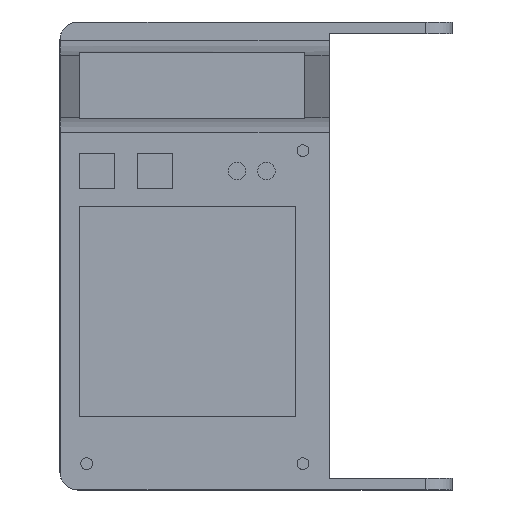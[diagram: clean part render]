
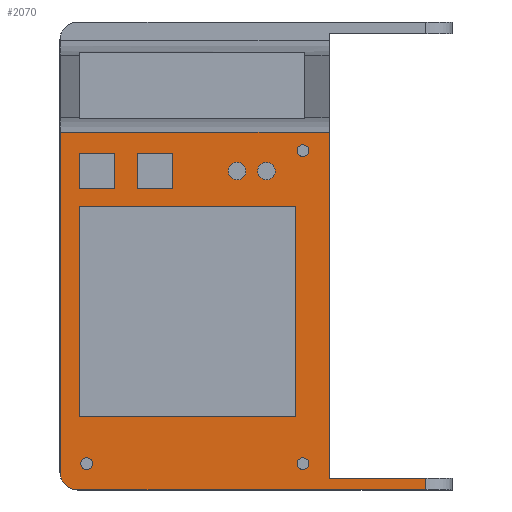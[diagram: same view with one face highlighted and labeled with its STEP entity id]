
A CAD part, top view. The second image highlights one B-rep face of the part: STEP entity #2070.
In plain terms, the highlighted planar face has unit normal (0, 0, 1).
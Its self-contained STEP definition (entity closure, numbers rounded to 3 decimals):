
#70=FACE_BOUND('',#267,.T.);
#71=FACE_BOUND('',#268,.T.);
#72=FACE_BOUND('',#269,.T.);
#73=FACE_BOUND('',#270,.T.);
#74=FACE_BOUND('',#271,.T.);
#75=FACE_BOUND('',#272,.T.);
#76=FACE_BOUND('',#273,.T.);
#77=FACE_BOUND('',#274,.T.);
#153=FACE_OUTER_BOUND('',#266,.T.);
#266=EDGE_LOOP('',(#1692,#1693,#1694,#1695,#1696,#1697,#1698));
#267=EDGE_LOOP('',(#1699));
#268=EDGE_LOOP('',(#1700));
#269=EDGE_LOOP('',(#1701));
#270=EDGE_LOOP('',(#1702,#1703,#1704,#1705));
#271=EDGE_LOOP('',(#1706,#1707,#1708,#1709));
#272=EDGE_LOOP('',(#1710));
#273=EDGE_LOOP('',(#1711,#1712,#1713,#1714));
#274=EDGE_LOOP('',(#1715));
#456=LINE('',#3243,#688);
#463=LINE('',#3256,#695);
#477=LINE('',#3307,#709);
#479=LINE('',#3311,#711);
#480=LINE('',#3315,#712);
#481=LINE('',#3316,#713);
#482=LINE('',#3319,#714);
#483=LINE('',#3321,#715);
#484=LINE('',#3323,#716);
#485=LINE('',#3324,#717);
#486=LINE('',#3327,#718);
#487=LINE('',#3329,#719);
#488=LINE('',#3331,#720);
#489=LINE('',#3332,#721);
#490=LINE('',#3337,#722);
#491=LINE('',#3339,#723);
#492=LINE('',#3341,#724);
#493=LINE('',#3342,#725);
#688=VECTOR('',#2638,10.);
#695=VECTOR('',#2647,10.);
#709=VECTOR('',#2699,10.);
#711=VECTOR('',#2703,10.);
#712=VECTOR('',#2706,10.);
#713=VECTOR('',#2707,10.);
#714=VECTOR('',#2708,10.);
#715=VECTOR('',#2709,10.);
#716=VECTOR('',#2710,10.);
#717=VECTOR('',#2711,10.);
#718=VECTOR('',#2712,10.);
#719=VECTOR('',#2713,10.);
#720=VECTOR('',#2714,10.);
#721=VECTOR('',#2715,10.);
#722=VECTOR('',#2718,10.);
#723=VECTOR('',#2719,10.);
#724=VECTOR('',#2720,10.);
#725=VECTOR('',#2721,10.);
#830=CIRCLE('',#2242,1.);
#832=CIRCLE('',#2245,1.);
#834=CIRCLE('',#2248,1.);
#838=CIRCLE('',#2254,3.);
#839=CIRCLE('',#2255,1.5);
#840=CIRCLE('',#2256,1.5);
#973=VERTEX_POINT('',#3240);
#974=VERTEX_POINT('',#3242);
#979=VERTEX_POINT('',#3255);
#987=VERTEX_POINT('',#3280);
#989=VERTEX_POINT('',#3286);
#991=VERTEX_POINT('',#3292);
#997=VERTEX_POINT('',#3305);
#998=VERTEX_POINT('',#3310);
#999=VERTEX_POINT('',#3312);
#1000=VERTEX_POINT('',#3314);
#1001=VERTEX_POINT('',#3317);
#1002=VERTEX_POINT('',#3318);
#1003=VERTEX_POINT('',#3320);
#1004=VERTEX_POINT('',#3322);
#1005=VERTEX_POINT('',#3325);
#1006=VERTEX_POINT('',#3326);
#1007=VERTEX_POINT('',#3328);
#1008=VERTEX_POINT('',#3330);
#1009=VERTEX_POINT('',#3333);
#1010=VERTEX_POINT('',#3335);
#1011=VERTEX_POINT('',#3336);
#1012=VERTEX_POINT('',#3338);
#1013=VERTEX_POINT('',#3340);
#1014=VERTEX_POINT('',#3343);
#1217=EDGE_CURVE('',#973,#974,#456,.T.);
#1224=EDGE_CURVE('',#974,#979,#463,.T.);
#1238=EDGE_CURVE('',#987,#987,#830,.T.);
#1241=EDGE_CURVE('',#989,#989,#832,.T.);
#1244=EDGE_CURVE('',#991,#991,#834,.T.);
#1250=EDGE_CURVE('',#997,#973,#477,.T.);
#1252=EDGE_CURVE('',#998,#997,#479,.T.);
#1253=EDGE_CURVE('',#999,#998,#838,.T.);
#1254=EDGE_CURVE('',#1000,#999,#480,.T.);
#1255=EDGE_CURVE('',#979,#1000,#481,.T.);
#1256=EDGE_CURVE('',#1001,#1002,#482,.T.);
#1257=EDGE_CURVE('',#1003,#1001,#483,.T.);
#1258=EDGE_CURVE('',#1004,#1003,#484,.T.);
#1259=EDGE_CURVE('',#1002,#1004,#485,.T.);
#1260=EDGE_CURVE('',#1005,#1006,#486,.T.);
#1261=EDGE_CURVE('',#1007,#1005,#487,.T.);
#1262=EDGE_CURVE('',#1008,#1007,#488,.T.);
#1263=EDGE_CURVE('',#1006,#1008,#489,.T.);
#1264=EDGE_CURVE('',#1009,#1009,#839,.T.);
#1265=EDGE_CURVE('',#1010,#1011,#490,.T.);
#1266=EDGE_CURVE('',#1012,#1010,#491,.T.);
#1267=EDGE_CURVE('',#1013,#1012,#492,.T.);
#1268=EDGE_CURVE('',#1011,#1013,#493,.T.);
#1269=EDGE_CURVE('',#1014,#1014,#840,.T.);
#1692=ORIENTED_EDGE('',*,*,#1250,.F.);
#1693=ORIENTED_EDGE('',*,*,#1252,.F.);
#1694=ORIENTED_EDGE('',*,*,#1253,.F.);
#1695=ORIENTED_EDGE('',*,*,#1254,.F.);
#1696=ORIENTED_EDGE('',*,*,#1255,.F.);
#1697=ORIENTED_EDGE('',*,*,#1224,.F.);
#1698=ORIENTED_EDGE('',*,*,#1217,.F.);
#1699=ORIENTED_EDGE('',*,*,#1238,.T.);
#1700=ORIENTED_EDGE('',*,*,#1241,.T.);
#1701=ORIENTED_EDGE('',*,*,#1244,.T.);
#1702=ORIENTED_EDGE('',*,*,#1256,.F.);
#1703=ORIENTED_EDGE('',*,*,#1257,.F.);
#1704=ORIENTED_EDGE('',*,*,#1258,.F.);
#1705=ORIENTED_EDGE('',*,*,#1259,.F.);
#1706=ORIENTED_EDGE('',*,*,#1260,.F.);
#1707=ORIENTED_EDGE('',*,*,#1261,.F.);
#1708=ORIENTED_EDGE('',*,*,#1262,.F.);
#1709=ORIENTED_EDGE('',*,*,#1263,.F.);
#1710=ORIENTED_EDGE('',*,*,#1264,.F.);
#1711=ORIENTED_EDGE('',*,*,#1265,.F.);
#1712=ORIENTED_EDGE('',*,*,#1266,.F.);
#1713=ORIENTED_EDGE('',*,*,#1267,.F.);
#1714=ORIENTED_EDGE('',*,*,#1268,.F.);
#1715=ORIENTED_EDGE('',*,*,#1269,.F.);
#1973=PLANE('',#2253);
#2070=ADVANCED_FACE('',(#153,#70,#71,#72,#73,#74,#75,#76,#77),#1973,.T.);
#2242=AXIS2_PLACEMENT_3D('',#3282,#2673,#2674);
#2245=AXIS2_PLACEMENT_3D('',#3288,#2680,#2681);
#2248=AXIS2_PLACEMENT_3D('',#3294,#2687,#2688);
#2253=AXIS2_PLACEMENT_3D('',#3309,#2701,#2702);
#2254=AXIS2_PLACEMENT_3D('',#3313,#2704,#2705);
#2255=AXIS2_PLACEMENT_3D('',#3334,#2716,#2717);
#2256=AXIS2_PLACEMENT_3D('',#3344,#2722,#2723);
#2638=DIRECTION('',(0.,-1.,0.));
#2647=DIRECTION('',(1.,0.,0.));
#2673=DIRECTION('center_axis',(0.,0.,-1.));
#2674=DIRECTION('ref_axis',(1.,0.,0.));
#2680=DIRECTION('center_axis',(0.,0.,-1.));
#2681=DIRECTION('ref_axis',(1.,0.,0.));
#2687=DIRECTION('center_axis',(0.,0.,-1.));
#2688=DIRECTION('ref_axis',(1.,0.,0.));
#2699=DIRECTION('',(1.,0.,0.));
#2701=DIRECTION('center_axis',(0.,0.,1.));
#2702=DIRECTION('ref_axis',(-1.,0.,0.));
#2703=DIRECTION('',(0.,1.,0.));
#2704=DIRECTION('center_axis',(0.,0.,-1.));
#2705=DIRECTION('ref_axis',(-0.707,-0.707,0.));
#2706=DIRECTION('',(-1.,0.,0.));
#2707=DIRECTION('',(0.,-1.,0.));
#2708=DIRECTION('',(0.,-1.,0.));
#2709=DIRECTION('',(-1.,0.,0.));
#2710=DIRECTION('',(0.,1.,0.));
#2711=DIRECTION('',(1.,0.,0.));
#2712=DIRECTION('',(0.,-1.,0.));
#2713=DIRECTION('',(-1.,0.,0.));
#2714=DIRECTION('',(0.,1.,0.));
#2715=DIRECTION('',(1.,0.,0.));
#2716=DIRECTION('center_axis',(0.,0.,1.));
#2717=DIRECTION('ref_axis',(-1.,0.,0.));
#2718=DIRECTION('',(0.,-1.,0.));
#2719=DIRECTION('',(-1.,0.,0.));
#2720=DIRECTION('',(0.,1.,0.));
#2721=DIRECTION('',(1.,0.,0.));
#2722=DIRECTION('center_axis',(0.,0.,1.));
#2723=DIRECTION('ref_axis',(-1.,0.,0.));
#3240=CARTESIAN_POINT('',(18.057,-0.971,19.));
#3242=CARTESIAN_POINT('',(18.057,-60.153,19.));
#3243=CARTESIAN_POINT('',(18.057,-61.153,19.));
#3255=CARTESIAN_POINT('',(34.557,-60.153,19.));
#3256=CARTESIAN_POINT('',(-5.943,-60.153,19.));
#3280=CARTESIAN_POINT('',(12.557,-4.153,19.));
#3282=CARTESIAN_POINT('Origin',(13.557,-4.153,19.));
#3286=CARTESIAN_POINT('',(12.557,-57.653,19.));
#3288=CARTESIAN_POINT('Origin',(13.557,-57.653,19.));
#3292=CARTESIAN_POINT('',(-24.443,-57.653,19.));
#3294=CARTESIAN_POINT('Origin',(-23.443,-57.653,19.));
#3305=CARTESIAN_POINT('',(-27.943,-0.971,19.));
#3307=CARTESIAN_POINT('',(-16.943,-0.971,19.));
#3309=CARTESIAN_POINT('Origin',(-5.943,-30.903,19.));
#3310=CARTESIAN_POINT('',(-27.943,-59.153,19.));
#3311=CARTESIAN_POINT('',(-27.943,-6.528,19.));
#3312=CARTESIAN_POINT('',(-24.943,-62.153,19.));
#3313=CARTESIAN_POINT('Origin',(-24.943,-59.153,19.));
#3314=CARTESIAN_POINT('',(34.557,-62.153,19.));
#3315=CARTESIAN_POINT('',(-5.943,-62.153,19.));
#3316=CARTESIAN_POINT('',(34.557,-46.528,19.));
#3317=CARTESIAN_POINT('',(-24.693,-13.653,19.));
#3318=CARTESIAN_POINT('',(-24.693,-49.653,19.));
#3319=CARTESIAN_POINT('',(-24.693,-40.278,19.));
#3320=CARTESIAN_POINT('',(12.307,-13.653,19.));
#3321=CARTESIAN_POINT('',(-15.318,-13.653,19.));
#3322=CARTESIAN_POINT('',(12.307,-49.653,19.));
#3323=CARTESIAN_POINT('',(12.307,-22.278,19.));
#3324=CARTESIAN_POINT('',(3.182,-49.653,19.));
#3325=CARTESIAN_POINT('',(-14.693,-4.653,19.));
#3326=CARTESIAN_POINT('',(-14.693,-10.653,19.));
#3327=CARTESIAN_POINT('',(-14.693,-20.778,19.));
#3328=CARTESIAN_POINT('',(-8.693,-4.653,19.));
#3329=CARTESIAN_POINT('',(-10.318,-4.653,19.));
#3330=CARTESIAN_POINT('',(-8.693,-10.653,19.));
#3331=CARTESIAN_POINT('',(-8.693,-17.778,19.));
#3332=CARTESIAN_POINT('',(-7.318,-10.653,19.));
#3333=CARTESIAN_POINT('',(8.807,-7.653,19.));
#3334=CARTESIAN_POINT('Origin',(7.307,-7.653,19.));
#3335=CARTESIAN_POINT('',(-24.693,-4.653,19.));
#3336=CARTESIAN_POINT('',(-24.693,-10.653,19.));
#3337=CARTESIAN_POINT('',(-24.693,-20.778,19.));
#3338=CARTESIAN_POINT('',(-18.693,-4.653,19.));
#3339=CARTESIAN_POINT('',(-15.318,-4.653,19.));
#3340=CARTESIAN_POINT('',(-18.693,-10.653,19.));
#3341=CARTESIAN_POINT('',(-18.693,-17.778,19.));
#3342=CARTESIAN_POINT('',(-12.318,-10.653,19.));
#3343=CARTESIAN_POINT('',(3.807,-7.653,19.));
#3344=CARTESIAN_POINT('Origin',(2.307,-7.653,19.));
